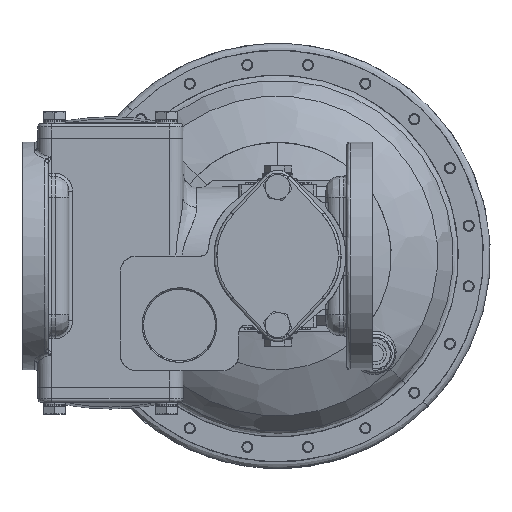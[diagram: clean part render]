
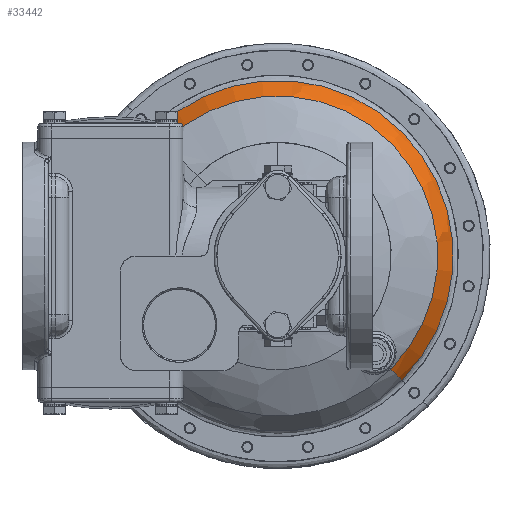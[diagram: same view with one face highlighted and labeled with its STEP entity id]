
A CAD part, front view. The second image highlights one B-rep face of the part: STEP entity #33442.
In plain terms, the highlighted free-form (B-spline) face has degree [3, 3] with [4, 4] control points.
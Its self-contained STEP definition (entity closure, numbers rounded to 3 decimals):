
#444 = CIRCLE ( 'NONE', #102434, 127.145 ) ;
#1849 = DIRECTION ( 'NONE',  ( -0.707, 0., 0.707 ) ) ;
#3795 = CARTESIAN_POINT ( 'NONE',  ( 121., 137.192, 0. ) ) ;
#9188 = CARTESIAN_POINT ( 'NONE',  ( 366.746, 137.192, 81.915 ) ) ;
#15624 = DIRECTION ( 'NONE',  ( -0.707, 0., 0.707 ) ) ;
#20501 = CARTESIAN_POINT ( 'NONE',  ( 210.905, 153.667, -89.905 ) ) ;
#21340 = CARTESIAN_POINT ( 'NONE',  ( 57.677, 167.335, 63.323 ) ) ;
#21732 = VERTEX_POINT ( 'NONE', #52281 ) ;
#27167 = EDGE_CURVE ( 'NONE', #21732, #150111, #143574, .T. ) ;
#27901 = CARTESIAN_POINT ( 'NONE',  ( 210.905, 153.667, -89.905 ) ) ;
#28362 = AXIS2_PLACEMENT_3D ( 'NONE', #21340, #103628, #33191 ) ;
#30186 = AXIS2_PLACEMENT_3D ( 'NONE', #3795, #86098, #15624 ) ;
#32361 = CARTESIAN_POINT ( 'NONE',  ( 209.261, 147.274, 264.783 ) ) ;
#33191 = DIRECTION ( 'NONE',  ( -0.707, 0., 0.707 ) ) ;
#33325 = ORIENTED_EDGE ( 'NONE', *, *, #93162, .T. ) ;
#33442 = ADVANCED_FACE ( 'NONE', ( #142856 ), #85709, .T. ) ;
#38343 = CARTESIAN_POINT ( 'NONE',  ( 184.323, 167.335, -63.323 ) ) ;
#44158 = CARTESIAN_POINT ( 'NONE',  ( 209.261, 147.274, -88.261 ) ) ;
#50150 = DIRECTION ( 'NONE',  ( 0.707, 0., -0.707 ) ) ;
#51103 = CIRCLE ( 'NONE', #134196, 40. ) ;
#52240 = ORIENTED_EDGE ( 'NONE', *, *, #27167, .T. ) ;
#52244 = ORIENTED_EDGE ( 'NONE', *, *, #101050, .T. ) ;
#52281 = CARTESIAN_POINT ( 'NONE',  ( 31.095, 153.667, 89.905 ) ) ;
#56014 = CARTESIAN_POINT ( 'NONE',  ( 206.54, 141.663, 256.621 ) ) ;
#67837 = CARTESIAN_POINT ( 'NONE',  ( 206.54, 141.663, -85.54 ) ) ;
#69549 = CARTESIAN_POINT ( 'NONE',  ( 39.085, 137.192, 81.915 ) ) ;
#72388 = DIRECTION ( 'NONE',  ( 0., -1., 0. ) ) ;
#78034 = CIRCLE ( 'NONE', #30186, 115.846 ) ;
#79143 = CARTESIAN_POINT ( 'NONE',  ( 31.095, 153.667, 89.905 ) ) ;
#79645 = CARTESIAN_POINT ( 'NONE',  ( 202.915, 137.192, 245.746 ) ) ;
#85709 =( BOUNDED_SURFACE ( )  B_SPLINE_SURFACE ( 3, 3, ( 
 ( #79143, #125876, #90962, #20501 ),
 ( #102796, #32361, #114593, #44158 ),
 ( #126378, #56014, #138236, #67837 ),
 ( #150075, #79645, #9188, #91463 ) ),
 .UNSPECIFIED., .F., .F., .F. ) 
 B_SPLINE_SURFACE_WITH_KNOTS ( ( 4, 4 ),
 ( 4, 4 ),
 ( 0., 1. ),
 ( 0., 1. ),
 .UNSPECIFIED. ) 
 GEOMETRIC_REPRESENTATION_ITEM ( )  RATIONAL_B_SPLINE_SURFACE ( (
 ( 1., 0.333, 0.333, 1.),
 ( 0.979, 0.326, 0.326, 0.979),
 ( 0.979, 0.326, 0.326, 0.979),
 ( 1., 0.333, 0.333, 1.) ) ) 
 REPRESENTATION_ITEM ( '' )  SURFACE ( )  );
#86098 = DIRECTION ( 'NONE',  ( 0., 1., 0. ) ) ;
#90962 = CARTESIAN_POINT ( 'NONE',  ( 390.714, 153.667, 89.905 ) ) ;
#91463 = CARTESIAN_POINT ( 'NONE',  ( 202.915, 137.192, -81.915 ) ) ;
#93162 = EDGE_CURVE ( 'NONE', #113901, #131558, #51103, .T. ) ;
#98017 = EDGE_LOOP ( 'NONE', ( #150442, #52240, #52244, #33325 ) ) ;
#101050 = EDGE_CURVE ( 'NONE', #150111, #113901, #78034, .T. ) ;
#102434 = AXIS2_PLACEMENT_3D ( 'NONE', #142792, #72388, #1849 ) ;
#102796 = CARTESIAN_POINT ( 'NONE',  ( 32.739, 147.274, 88.261 ) ) ;
#103628 = DIRECTION ( 'NONE',  ( 0.707, 0., 0.707 ) ) ;
#113901 = VERTEX_POINT ( 'NONE', #132388 ) ;
#114593 = CARTESIAN_POINT ( 'NONE',  ( 385.783, 147.274, 88.261 ) ) ;
#120568 = DIRECTION ( 'NONE',  ( 0.707, 0., 0.707 ) ) ;
#125876 = CARTESIAN_POINT ( 'NONE',  ( 210.905, 153.667, 269.714 ) ) ;
#126378 = CARTESIAN_POINT ( 'NONE',  ( 35.46, 141.663, 85.54 ) ) ;
#131558 = VERTEX_POINT ( 'NONE', #27901 ) ;
#132388 = CARTESIAN_POINT ( 'NONE',  ( 202.915, 137.192, -81.915 ) ) ;
#132539 = EDGE_CURVE ( 'NONE', #131558, #21732, #444, .T. ) ;
#134196 = AXIS2_PLACEMENT_3D ( 'NONE', #38343, #120568, #50150 ) ;
#138236 = CARTESIAN_POINT ( 'NONE',  ( 377.621, 141.663, 85.54 ) ) ;
#142792 = CARTESIAN_POINT ( 'NONE',  ( 121., 153.667, 0. ) ) ;
#142856 = FACE_OUTER_BOUND ( 'NONE', #98017, .T. ) ;
#143574 = CIRCLE ( 'NONE', #28362, 40. ) ;
#150075 = CARTESIAN_POINT ( 'NONE',  ( 39.085, 137.192, 81.915 ) ) ;
#150111 = VERTEX_POINT ( 'NONE', #69549 ) ;
#150442 = ORIENTED_EDGE ( 'NONE', *, *, #132539, .T. ) ;
